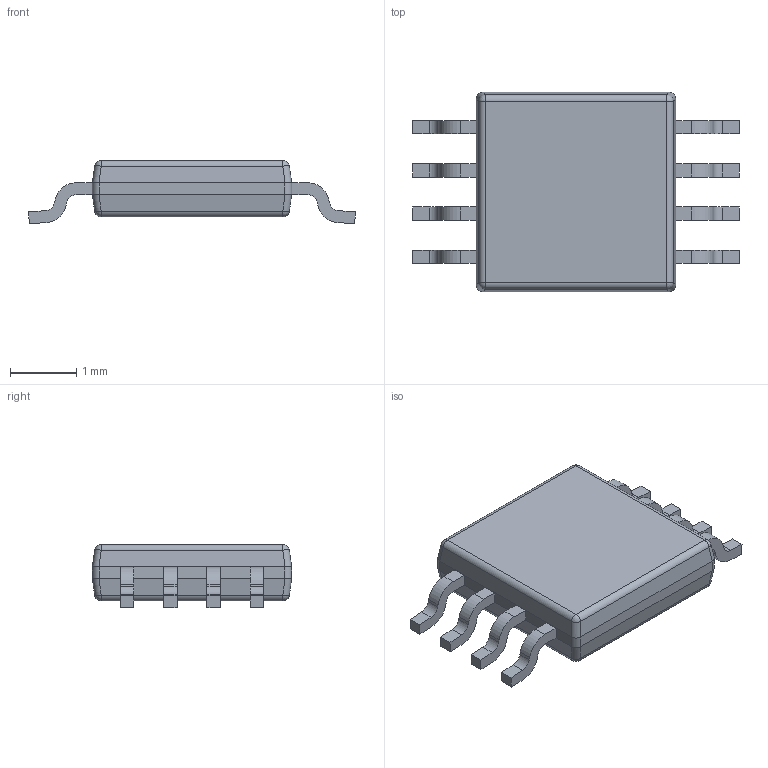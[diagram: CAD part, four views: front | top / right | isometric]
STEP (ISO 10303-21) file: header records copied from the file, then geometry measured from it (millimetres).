
FILE_DESCRIPTION(('CAx-IF Rec.Pracs.---Model Styling and Organization---1.5---2016-08-15','CAx-IF Rec.Pracs.---Geometric and Assembly Validation Properties---4.4---2016-08-17','CAx-IF Rec.Pracs.---User Defined Attributes---1.5---2016-08-15','CAx-IF Rec.Pracs.---External References---2.1---2005-01-19'),'2;1');
FILE_NAME('12239024.step','2023-11-05T16:18:01',('Unspecified'),('Unspecified'),'CAD Exchanger 3.10.2 (cadexchanger.com)','Unspecified','');
FILE_SCHEMA(('AUTOMOTIVE_DESIGN { 1 0 10303 214 1 1 1 1 }'));
Length unit declared in the file: millimetre
Products named in the file (4): DGR0008A_ASM; BODY-SO; LEAD-SO; THERMALPAD-SO
Assembly tree (10 placements, depth 2):
  DGR0008A_ASM
    BODY-SO
    LEAD-SO  x8
    THERMALPAD-SO
Bounding box: 4.92 x 3 x 0.95 mm (x, y, z)
Volume: 7.8 mm3; surface area: 41.2 mm2
Topology: 10 solids, 10 shells, 237 faces, 608 edges, 392 vertices
Faces by surface type: plane 177, cylinder 52, sphere 8
Entity records: 4641 total; most frequent: CARTESIAN_POINT 1150, ORIENTED_EDGE 712, DIRECTION 656, EDGE_CURVE 356, LINE 292, VECTOR 292, VERTEX_POINT 224, AXIS2_PLACEMENT_3D 182
